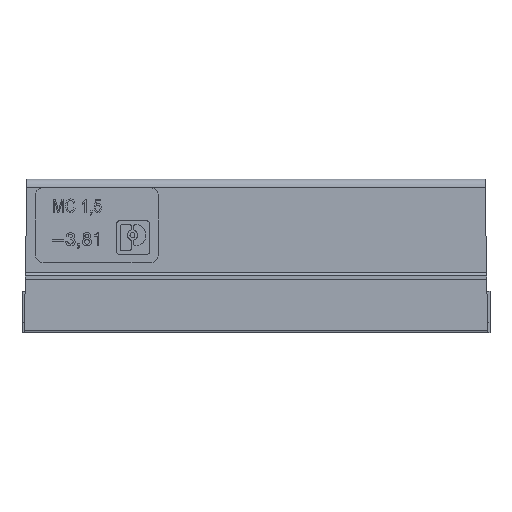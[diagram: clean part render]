
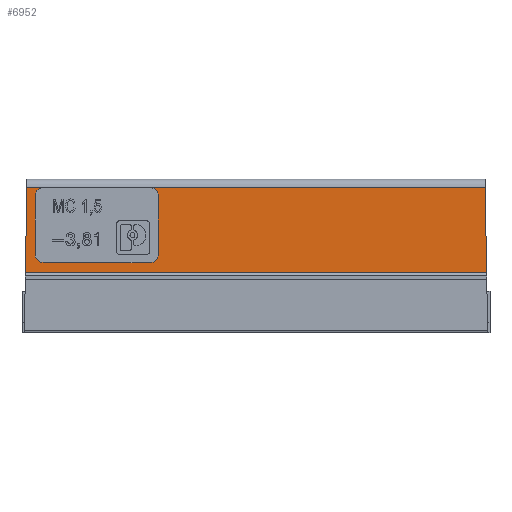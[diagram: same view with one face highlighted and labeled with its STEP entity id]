
A CAD part, top view. The second image highlights one B-rep face of the part: STEP entity #6952.
In plain terms, the highlighted planar face has unit normal (0, 0, 1).
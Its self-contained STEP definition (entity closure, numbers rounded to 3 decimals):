
#6952=ADVANCED_FACE('',(#15204),#15205,.F.);
#7714=VERTEX_POINT('',#16370);
#7716=EDGE_CURVE('',#16372,#7714,#16373,.T.);
#7724=VERTEX_POINT('',#16382);
#7726=EDGE_CURVE('',#16384,#7724,#16385,.T.);
#7734=VERTEX_POINT('',#16394);
#7736=EDGE_CURVE('',#16396,#7734,#16397,.T.);
#7744=VERTEX_POINT('',#16406);
#7746=EDGE_CURVE('',#16408,#7744,#16409,.T.);
#7896=VERTEX_POINT('',#16590);
#7900=VERTEX_POINT('',#16594);
#7902=EDGE_CURVE('',#7896,#7900,#16596,.T.);
#7964=VERTEX_POINT('',#16663);
#7966=EDGE_CURVE('',#7964,#16665,#16666,.T.);
#8018=VERTEX_POINT('',#16720);
#8020=EDGE_CURVE('',#8018,#16408,#16722,.T.);
#8022=EDGE_CURVE('',#8018,#7714,#16724,.T.);
#8024=VERTEX_POINT('',#16726);
#8026=EDGE_CURVE('',#8024,#16372,#16728,.T.);
#8028=EDGE_CURVE('',#8024,#7724,#16730,.T.);
#8030=VERTEX_POINT('',#16732);
#8032=EDGE_CURVE('',#8030,#16384,#16734,.T.);
#8034=EDGE_CURVE('',#8030,#7734,#16736,.T.);
#8036=EDGE_CURVE('',#7900,#16396,#16738,.T.);
#8038=EDGE_CURVE('',#7964,#7896,#16740,.T.);
#15204=FACE_OUTER_BOUND('',#26068,.T.);
#15205=PLANE('',#26069);
#16370=CARTESIAN_POINT('',(8.043,4.7,7.));
#16372=VERTEX_POINT('',#27646);
#16373=CIRCLE('',#27647,0.5);
#16382=CARTESIAN_POINT('',(1.143,4.2,7.));
#16384=VERTEX_POINT('',#27662);
#16385=CIRCLE('',#27663,0.5);
#16394=CARTESIAN_POINT('',(0.643,8.2,7.));
#16396=VERTEX_POINT('',#27678);
#16397=CIRCLE('',#27679,0.5);
#16406=CARTESIAN_POINT('',(7.543,8.7,7.));
#16408=VERTEX_POINT('',#27694);
#16409=CIRCLE('',#27695,0.5);
#16590=CARTESIAN_POINT('',(0.151,8.7,7.));
#16594=CARTESIAN_POINT('',(1.143,8.7,7.));
#16596=LINE('',#28114,#28115);
#16663=CARTESIAN_POINT('',(0.062,3.6,7.0));
#16665=VERTEX_POINT('',#28222);
#16666=LINE('',#28223,#28224);
#16720=CARTESIAN_POINT('',(8.043,8.2,7.));
#16722=CIRCLE('',#28325,0.5);
#16724=LINE('',#28328,#28329);
#16726=CARTESIAN_POINT('',(7.543,4.2,7.));
#16728=CIRCLE('',#28334,0.5);
#16730=LINE('',#28337,#28338);
#16732=CARTESIAN_POINT('',(0.643,4.7,7.));
#16734=CIRCLE('',#28343,0.5);
#16736=LINE('',#28346,#28347);
#16738=CIRCLE('',#28350,0.5);
#16740=LINE('',#28353,#28354);
#26068=EDGE_LOOP('',(#40480,#40481,#40482,#40483,#40484,#40485,#40486,#40487,#40488,#40489,#40490,#40491,#40492,#40493,#40494,#40495));
#26069=AXIS2_PLACEMENT_3D('',#40496,#40497,#40498);
#27646=CARTESIAN_POINT('',(7.546,4.2,7.));
#27647=AXIS2_PLACEMENT_3D('',#44264,#44265,#44266);
#27662=CARTESIAN_POINT('',(0.643,4.697,7.));
#27663=AXIS2_PLACEMENT_3D('',#44271,#44272,#44273);
#27678=CARTESIAN_POINT('',(1.14,8.7,7.));
#27679=AXIS2_PLACEMENT_3D('',#44278,#44279,#44280);
#27694=CARTESIAN_POINT('',(8.043,8.203,7.));
#27695=AXIS2_PLACEMENT_3D('',#44285,#44286,#44287);
#28114=CARTESIAN_POINT('',(0.151,8.7,7.));
#28115=VECTOR('',#44373,1.0);
#28222=CARTESIAN_POINT('',(27.718,3.6,7.));
#28223=CARTESIAN_POINT('',(17.7,3.6,7.));
#28224=VECTOR('',#44400,1.0);
#28325=AXIS2_PLACEMENT_3D('',#44419,#44420,#44421);
#28328=CARTESIAN_POINT('',(8.043,8.2,7.));
#28329=VECTOR('',#44422,1.0);
#28334=AXIS2_PLACEMENT_3D('',#44423,#44424,#44425);
#28337=CARTESIAN_POINT('',(7.543,4.2,7.));
#28338=VECTOR('',#44426,1.0);
#28343=AXIS2_PLACEMENT_3D('',#44427,#44428,#44429);
#28346=CARTESIAN_POINT('',(0.643,4.7,7.));
#28347=VECTOR('',#44430,1.0);
#28350=AXIS2_PLACEMENT_3D('',#44431,#44432,#44433);
#28353=CARTESIAN_POINT('',(0.062,3.6,7.0));
#28354=VECTOR('',#44434,1.0);
#40480=ORIENTED_EDGE('',*,*,#7966,.T.);
#40481=ORIENTED_EDGE('',*,*,#45926,.F.);
#40482=ORIENTED_EDGE('',*,*,#46993,.F.);
#40483=ORIENTED_EDGE('',*,*,#7746,.F.);
#40484=ORIENTED_EDGE('',*,*,#8020,.F.);
#40485=ORIENTED_EDGE('',*,*,#8022,.T.);
#40486=ORIENTED_EDGE('',*,*,#7716,.F.);
#40487=ORIENTED_EDGE('',*,*,#8026,.F.);
#40488=ORIENTED_EDGE('',*,*,#8028,.T.);
#40489=ORIENTED_EDGE('',*,*,#7726,.F.);
#40490=ORIENTED_EDGE('',*,*,#8032,.F.);
#40491=ORIENTED_EDGE('',*,*,#8034,.T.);
#40492=ORIENTED_EDGE('',*,*,#7736,.F.);
#40493=ORIENTED_EDGE('',*,*,#8036,.F.);
#40494=ORIENTED_EDGE('',*,*,#7902,.F.);
#40495=ORIENTED_EDGE('',*,*,#8038,.F.);
#40496=CARTESIAN_POINT('',(0.002,3.472,7.0));
#40497=DIRECTION('',(0.,0.,-1.0));
#40498=DIRECTION('',(-1.0,0.0,0.));
#44264=CARTESIAN_POINT('',(7.543,4.7,7.));
#44265=DIRECTION('',(0.,0.,1.0));
#44266=DIRECTION('',(0.,-1.0,0.));
#44271=CARTESIAN_POINT('',(1.143,4.7,7.));
#44272=DIRECTION('',(0.,0.,1.0));
#44273=DIRECTION('',(-1.0,0.,0.));
#44278=CARTESIAN_POINT('',(1.143,8.2,7.));
#44279=DIRECTION('',(0.,0.,1.0));
#44280=DIRECTION('',(0.0,1.0,0.));
#44285=CARTESIAN_POINT('',(7.543,8.2,7.));
#44286=DIRECTION('',(0.,0.,1.0));
#44287=DIRECTION('',(1.0,0.,0.));
#44373=DIRECTION('',(1.0,0.,0.));
#44400=DIRECTION('',(1.0,0.,0.));
#44419=CARTESIAN_POINT('',(7.543,8.2,7.));
#44420=DIRECTION('',(0.,0.,1.0));
#44421=DIRECTION('',(1.0,0.,0.));
#44422=DIRECTION('',(0.,-1.0,0.));
#44423=CARTESIAN_POINT('',(7.543,4.7,7.));
#44424=DIRECTION('',(0.,0.,1.0));
#44425=DIRECTION('',(0.,-1.0,0.));
#44426=DIRECTION('',(-1.0,0.,0.));
#44427=CARTESIAN_POINT('',(1.143,4.7,7.));
#44428=DIRECTION('',(0.,0.,1.0));
#44429=DIRECTION('',(-1.0,0.,0.));
#44430=DIRECTION('',(0.,1.0,0.));
#44431=CARTESIAN_POINT('',(1.143,8.2,7.));
#44432=DIRECTION('',(0.,0.,1.0));
#44433=DIRECTION('',(0.0,1.0,0.));
#44434=DIRECTION('',(0.017,1.,0.));
#45926=EDGE_CURVE('',#48016,#16665,#48018,.T.);
#46993=EDGE_CURVE('',#7744,#48016,#49548,.T.);
#48016=VERTEX_POINT('',#50783);
#48018=LINE('',#50785,#50786);
#49548=LINE('',#53073,#53074);
#50783=CARTESIAN_POINT('',(27.629,8.7,7.));
#50785=CARTESIAN_POINT('',(27.699,4.729,7.));
#50786=VECTOR('',#53808,1.0);
#53073=CARTESIAN_POINT('',(31.87,8.7,7.));
#53074=VECTOR('',#54707,1.0);
#53808=DIRECTION('',(0.017,-1.,0.));
#54707=DIRECTION('',(1.0,0.,0.));
